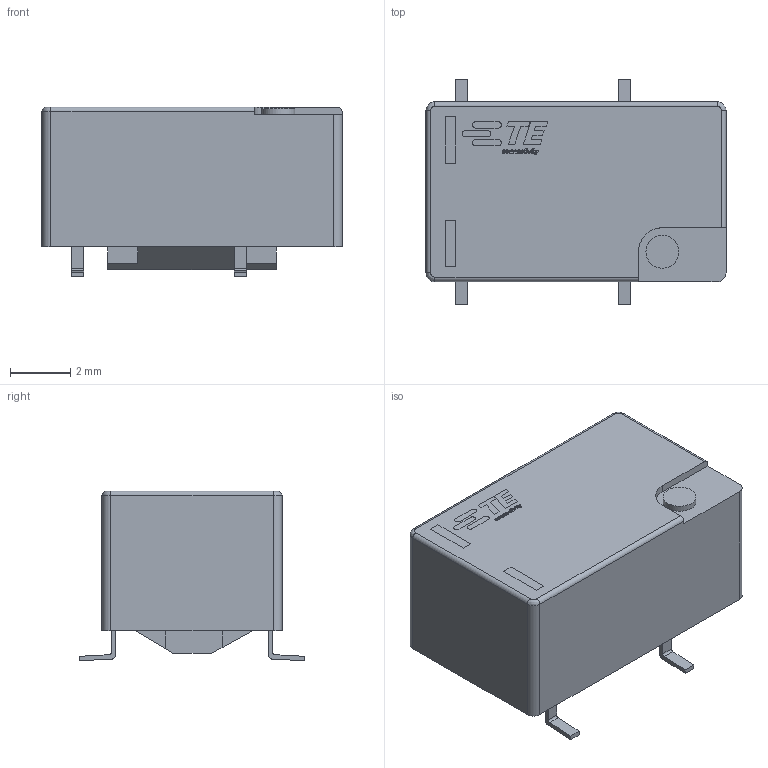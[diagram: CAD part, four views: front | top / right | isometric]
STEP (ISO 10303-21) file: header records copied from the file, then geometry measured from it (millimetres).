
FILE_DESCRIPTION(/* description */ (''),/* implementation_level */ '2;1');
FILE_NAME(/* name */ 'TE Connectivity 1462041-7.stp',/* time_stamp */ '2019-07-01T10:15:26-04:00',/* author */ ('Ricardo'),/* organization */ (''),/* preprocessor_version */ 'ST-DEVELOPER v18',/* originating_system */ 'Autodesk Inventor 2020',/* authorisation */ '');
FILE_SCHEMA (('AUTOMOTIVE_DESIGN { 1 0 10303 214 3 1 1 }'));
Length unit declared in the file: millimetre
Products named in the file (4): TE Connectivity 1462041-7; shell; terminals; logo
Assembly tree (3 placements, depth 2):
  TE Connectivity 1462041-7
    shell
    terminals
    logo
Bounding box: 10 x 7.5 x 5.65 mm (x, y, z)
Volume: 282 mm3; surface area: 411.8 mm2
Topology: 6 solids, 6 shells, 305 faces, 798 edges, 530 vertices
Faces by surface type: plane 207, bspline 74, cylinder 24
Full cylindrical faces by diameter (mm): 1.1 x1
Entity records: 9736 total; most frequent: CARTESIAN_POINT 2503, ORIENTED_EDGE 1596, DIRECTION 1183, EDGE_CURVE 798, LINE 605, VECTOR 605, VERTEX_POINT 530, EDGE_LOOP 330
